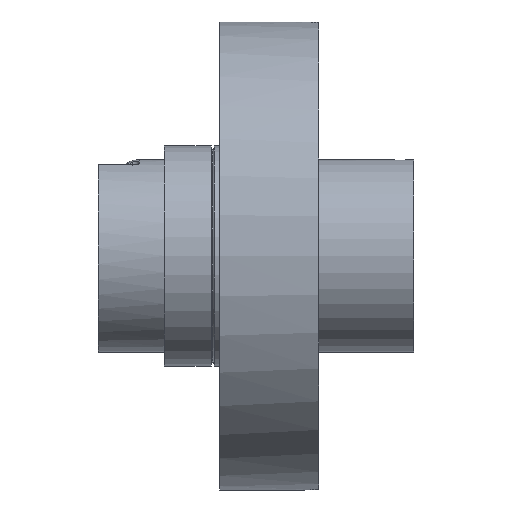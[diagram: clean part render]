
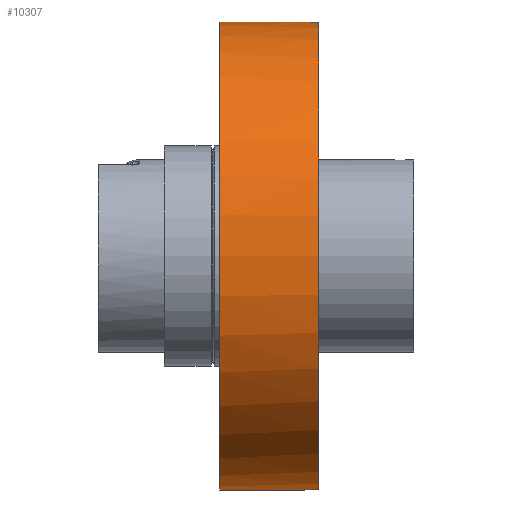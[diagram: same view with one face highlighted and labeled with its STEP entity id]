
A CAD part, top view. The second image highlights one B-rep face of the part: STEP entity #10307.
In plain terms, the highlighted cylindrical face has radius 17 mm (diameter 34 mm), a partial arc.
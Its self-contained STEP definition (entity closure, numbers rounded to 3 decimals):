
#107 = CARTESIAN_POINT ( 'NONE',  ( 0.503, -0.874, -16.993 ) ) ;
#141 = AXIS2_PLACEMENT_3D ( 'NONE', #14813, #5636, #8058 ) ;
#485 = CARTESIAN_POINT ( 'NONE',  ( 0., -1., 17. ) ) ;
#1179 = DIRECTION ( 'NONE',  ( 0., 1., 0. ) ) ;
#1238 = ORIENTED_EDGE ( 'NONE', *, *, #15134, .T. ) ;
#1360 = CARTESIAN_POINT ( 'NONE',  ( 0.131, -1., -17. ) ) ;
#1375 = CIRCLE ( 'NONE', #14885, 17. ) ;
#1446 = CARTESIAN_POINT ( 'NONE',  ( 0., 0., 0. ) ) ;
#1519 = CARTESIAN_POINT ( 'NONE',  ( 1., 0., -16.971 ) ) ;
#1670 = CARTESIAN_POINT ( 'NONE',  ( 0., -7.2, 17. ) ) ;
#1732 = CARTESIAN_POINT ( 'NONE',  ( 0.614, -0.801, 16.989 ) ) ;
#2401 = EDGE_CURVE ( 'NONE', #4854, #12972, #5442, .T. ) ;
#2606 = EDGE_CURVE ( 'NONE', #14936, #4288, #7087, .T. ) ;
#2662 = DIRECTION ( 'NONE',  ( 0., 0., 1. ) ) ;
#2922 = FACE_OUTER_BOUND ( 'NONE', #11192, .T. ) ;
#2954 = CARTESIAN_POINT ( 'NONE',  ( 0.874, -0.504, 16.978 ) ) ;
#3407 = VECTOR ( 'NONE', #7786, 1000. ) ;
#4157 = CARTESIAN_POINT ( 'NONE',  ( 1., -0.132, 16.971 ) ) ;
#4288 = VERTEX_POINT ( 'NONE', #6775 ) ;
#4524 = CARTESIAN_POINT ( 'NONE',  ( 1., 0., 16.971 ) ) ;
#4559 = ORIENTED_EDGE ( 'NONE', *, *, #5847, .F. ) ;
#4712 = ORIENTED_EDGE ( 'NONE', *, *, #2401, .F. ) ;
#4841 = LINE ( 'NONE', #15107, #7664 ) ;
#4854 = VERTEX_POINT ( 'NONE', #13013 ) ;
#5442 = B_SPLINE_CURVE_WITH_KNOTS ( 'NONE', 3,
 ( #485, #14545, #13337, #8974, #1732, #10117, #2954, #11229, #4157, #12339 ),
 .UNSPECIFIED., .F., .F.,
 ( 4, 2, 2, 2, 4 ),
 ( 0.002, 0.002, 0.002, 0.003, 0.003 ),
 .UNSPECIFIED. ) ;
#5500 = CARTESIAN_POINT ( 'NONE',  ( 0., -7.2, -17. ) ) ;
#5636 = DIRECTION ( 'NONE',  ( 0., 1., 0. ) ) ;
#5757 = CYLINDRICAL_SURFACE ( 'NONE', #141, 17. ) ;
#5847 = EDGE_CURVE ( 'NONE', #6070, #4854, #9795, .T. ) ;
#6070 = VERTEX_POINT ( 'NONE', #7106 ) ;
#6194 = CARTESIAN_POINT ( 'NONE',  ( 0.873, -0.504, -16.978 ) ) ;
#6276 = EDGE_CURVE ( 'NONE', #12972, #14936, #7193, .T. ) ;
#6775 = CARTESIAN_POINT ( 'NONE',  ( 0., -1., -17. ) ) ;
#7081 = ORIENTED_EDGE ( 'NONE', *, *, #12334, .T. ) ;
#7087 = B_SPLINE_CURVE_WITH_KNOTS ( 'NONE', 3,
 ( #13086, #11946, #13040, #6194, #14212, #7390, #107, #8605, #1360, #9776 ),
 .UNSPECIFIED., .F., .F.,
 ( 4, 2, 2, 2, 4 ),
 ( 0., 0., 0.001, 0.001, 0.002 ),
 .UNSPECIFIED. ) ;
#7106 = CARTESIAN_POINT ( 'NONE',  ( 0., -7.2, 17. ) ) ;
#7175 = DIRECTION ( 'NONE',  ( 0., 1., 0. ) ) ;
#7193 = CIRCLE ( 'NONE', #8517, 17. ) ;
#7390 = CARTESIAN_POINT ( 'NONE',  ( 0.615, -0.8, -16.989 ) ) ;
#7664 = VECTOR ( 'NONE', #7175, 1000. ) ;
#7778 = ORIENTED_EDGE ( 'NONE', *, *, #6276, .F. ) ;
#7786 = DIRECTION ( 'NONE',  ( 0., 1., 0. ) ) ;
#8058 = DIRECTION ( 'NONE',  ( 0., 0., 1. ) ) ;
#8419 = CARTESIAN_POINT ( 'NONE',  ( 0., -7.2, 0. ) ) ;
#8517 = AXIS2_PLACEMENT_3D ( 'NONE', #1446, #9846, #2662 ) ;
#8605 = CARTESIAN_POINT ( 'NONE',  ( 0.262, -0.974, -16.998 ) ) ;
#8974 = CARTESIAN_POINT ( 'NONE',  ( 0.503, -0.874, 16.993 ) ) ;
#9605 = DIRECTION ( 'NONE',  ( 0., 0., 1. ) ) ;
#9776 = CARTESIAN_POINT ( 'NONE',  ( 0., -1., -17. ) ) ;
#9795 = LINE ( 'NONE', #1670, #3407 ) ;
#9840 = ORIENTED_EDGE ( 'NONE', *, *, #2606, .F. ) ;
#9846 = DIRECTION ( 'NONE',  ( 0., 1., 0. ) ) ;
#10117 = CARTESIAN_POINT ( 'NONE',  ( 0.8, -0.614, 16.981 ) ) ;
#10307 = ADVANCED_FACE ( 'NONE', ( #2922 ), #5757, .T. ) ;
#11192 = EDGE_LOOP ( 'NONE', ( #7081, #1238, #9840, #7778, #4712, #4559 ) ) ;
#11229 = CARTESIAN_POINT ( 'NONE',  ( 0.974, -0.262, 16.972 ) ) ;
#11946 = CARTESIAN_POINT ( 'NONE',  ( 1., -0.132, -16.971 ) ) ;
#12334 = EDGE_CURVE ( 'NONE', #6070, #12584, #1375, .T. ) ;
#12339 = CARTESIAN_POINT ( 'NONE',  ( 1., 0., 16.971 ) ) ;
#12584 = VERTEX_POINT ( 'NONE', #5500 ) ;
#12972 = VERTEX_POINT ( 'NONE', #4524 ) ;
#13013 = CARTESIAN_POINT ( 'NONE',  ( 0., -1., 17. ) ) ;
#13040 = CARTESIAN_POINT ( 'NONE',  ( 0.974, -0.262, -16.972 ) ) ;
#13086 = CARTESIAN_POINT ( 'NONE',  ( 1., 0., -16.971 ) ) ;
#13337 = CARTESIAN_POINT ( 'NONE',  ( 0.261, -0.974, 16.998 ) ) ;
#14212 = CARTESIAN_POINT ( 'NONE',  ( 0.799, -0.615, -16.981 ) ) ;
#14545 = CARTESIAN_POINT ( 'NONE',  ( 0.13, -1., 17. ) ) ;
#14813 = CARTESIAN_POINT ( 'NONE',  ( 0., -7.2, 0. ) ) ;
#14885 = AXIS2_PLACEMENT_3D ( 'NONE', #8419, #1179, #9605 ) ;
#14936 = VERTEX_POINT ( 'NONE', #1519 ) ;
#15107 = CARTESIAN_POINT ( 'NONE',  ( 0., -7.2, -17. ) ) ;
#15134 = EDGE_CURVE ( 'NONE', #12584, #4288, #4841, .T. ) ;
